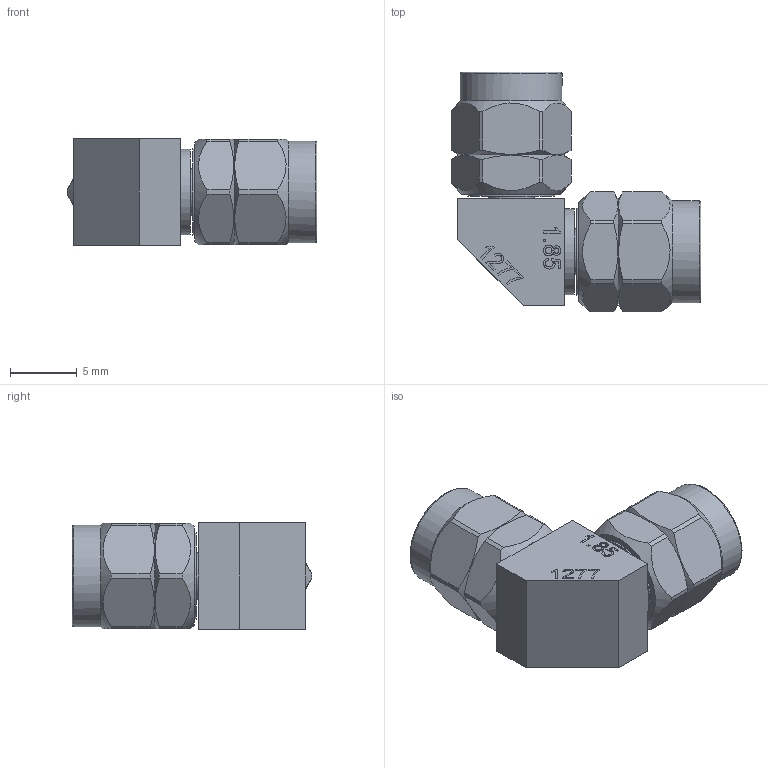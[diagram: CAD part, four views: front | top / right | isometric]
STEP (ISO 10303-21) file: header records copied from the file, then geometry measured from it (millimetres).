
FILE_DESCRIPTION (( 'STEP AP203' ), '1' );
FILE_NAME ('FMAD1277_3D.step', '2021-08-16T15:50:47', ( '' ), ( '' ), 'SwSTEP 2.0', 'SolidWorks 2021', '' );
FILE_SCHEMA (( 'CONFIG_CONTROL_DESIGN' ));
Length unit declared in the file: inch
Products named in the file (1): FMAD1277_3D
Bounding box: 18.72 x 17.96 x 8 mm (x, y, z)
Volume: 1179.6 mm3; surface area: 1322.6 mm2
Topology: 1 solids, 1 shells, 208 faces, 533 edges, 354 vertices
Faces by surface type: plane 93, bspline 50, cylinder 49, cone 14, torus 2
Full cylindrical faces by diameter (mm): 0.533 x2, 0.94 x2, 1.85 x2, 3.448 x2, 4.572 x2, 6.441 x1, 6.508 x2, 7 x8, 7.641 x2
Entity records: 10495 total; most frequent: CARTESIAN_POINT 6167, ORIENTED_EDGE 932, DIRECTION 702, EDGE_CURVE 466, VERTEX_POINT 324, EDGE_LOOP 256, AXIS2_PLACEMENT_3D 245, FACE_OUTER_BOUND 219
